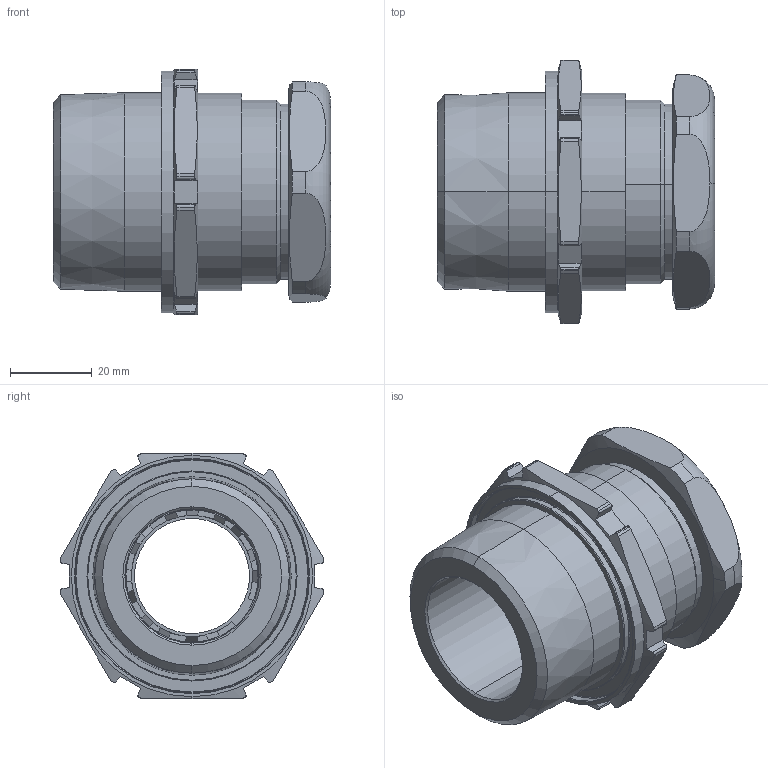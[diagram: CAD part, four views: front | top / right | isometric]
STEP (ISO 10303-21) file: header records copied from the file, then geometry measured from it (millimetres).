
FILE_DESCRIPTION (( 'STEP AP203' ), '1' );
FILE_NAME ('TC-150NB1271RA535.STEP', '2023-05-03T08:43:47', ( '' ), ( '' ), 'SwSTEP 2.0', 'SolidWorks 2021', '' );
FILE_SCHEMA (( 'CONFIG_CONTROL_DESIGN' ));
Length unit declared in the file: millimetre
Products named in the file (1): TC-150NB1271RA535
Bounding box: 67.74 x 64.39 x 60 mm (x, y, z)
Volume: 81491.5 mm3; surface area: 38628.2 mm2
Topology: 5 solids, 5 shells, 381 faces, 979 edges, 638 vertices
Faces by surface type: plane 165, bspline 99, cylinder 73, cone 32, torus 12
Entity records: 18360 total; most frequent: CARTESIAN_POINT 9796, ORIENTED_EDGE 1958, DIRECTION 1407, EDGE_CURVE 979, VERTEX_POINT 638, LINE 477, VECTOR 477, AXIS2_PLACEMENT_3D 465
